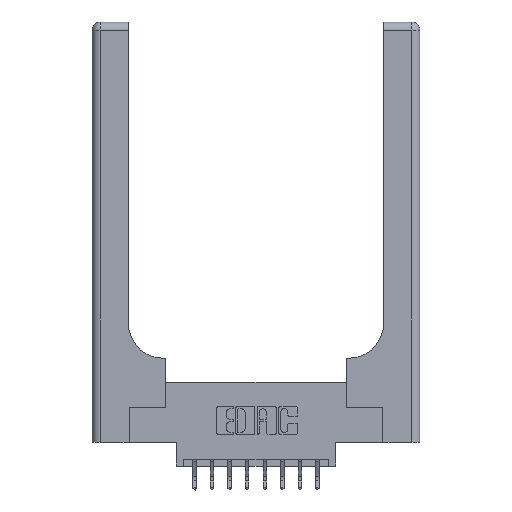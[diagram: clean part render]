
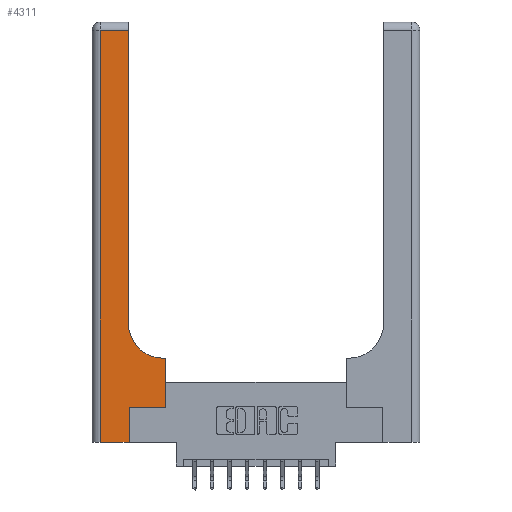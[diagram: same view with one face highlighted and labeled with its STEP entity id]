
A CAD part, top view. The second image highlights one B-rep face of the part: STEP entity #4311.
In plain terms, the highlighted planar face has unit normal (0, 0, 1).
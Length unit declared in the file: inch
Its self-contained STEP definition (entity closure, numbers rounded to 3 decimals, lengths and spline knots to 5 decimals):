
#202 = EDGE_CURVE ( 'NONE', #1790, #4795, #10270, .T. ) ;
#217 = ORIENTED_EDGE ( 'NONE', *, *, #7988, .T. ) ;
#595 = ORIENTED_EDGE ( 'NONE', *, *, #2753, .T. ) ;
#610 = VERTEX_POINT ( 'NONE', #6433 ) ;
#958 = CARTESIAN_POINT ( 'NONE',  ( 0.265, 0., 0.37 ) ) ;
#974 = EDGE_CURVE ( 'NONE', #14468, #14229, #9677, .T. ) ;
#985 = LINE ( 'NONE', #12776, #3784 ) ;
#1091 = CARTESIAN_POINT ( 'NONE',  ( 0.265, 0.25, 0.37 ) ) ;
#1320 = ORIENTED_EDGE ( 'NONE', *, *, #2890, .T. ) ;
#1790 = VERTEX_POINT ( 'NONE', #14519 ) ;
#1881 = ORIENTED_EDGE ( 'NONE', *, *, #974, .T. ) ;
#2040 = AXIS2_PLACEMENT_3D ( 'NONE', #14136, #7052, #15298 ) ;
#2272 = ORIENTED_EDGE ( 'NONE', *, *, #13907, .T. ) ;
#2403 = CARTESIAN_POINT ( 'NONE',  ( 0., 3., 0.37 ) ) ;
#2570 = EDGE_CURVE ( 'NONE', #4795, #14833, #14522, .T. ) ;
#2753 = EDGE_CURVE ( 'NONE', #4447, #6175, #12139, .T. ) ;
#2890 = EDGE_CURVE ( 'NONE', #14229, #1790, #3948, .T. ) ;
#2995 = DIRECTION ( 'NONE',  ( -1., 0., 0. ) ) ;
#3127 = VERTEX_POINT ( 'NONE', #958 ) ;
#3681 = LINE ( 'NONE', #4744, #12790 ) ;
#3784 = VECTOR ( 'NONE', #13963, 39.37008 ) ;
#3896 = VECTOR ( 'NONE', #2995, 39.37008 ) ;
#3948 = LINE ( 'NONE', #14673, #7142 ) ;
#4014 = CARTESIAN_POINT ( 'NONE',  ( 0.528, 0.6, 0.37 ) ) ;
#4184 = VECTOR ( 'NONE', #10632, 39.37008 ) ;
#4311 = ADVANCED_FACE ( 'NONE', ( #11341 ), #14231, .F. ) ;
#4447 = VERTEX_POINT ( 'NONE', #12094 ) ;
#4518 = VECTOR ( 'NONE', #8593, 39.37008 ) ;
#4744 = CARTESIAN_POINT ( 'NONE',  ( 0.265, 0., 0.37 ) ) ;
#4795 = VERTEX_POINT ( 'NONE', #12726 ) ;
#4881 = ORIENTED_EDGE ( 'NONE', *, *, #202, .T. ) ;
#5850 = VECTOR ( 'NONE', #12487, 39.37008 ) ;
#5943 = DIRECTION ( 'NONE',  ( 0., 1., 0. ) ) ;
#6006 = DIRECTION ( 'NONE',  ( 0., 0., -1. ) ) ;
#6175 = VERTEX_POINT ( 'NONE', #4014 ) ;
#6433 = CARTESIAN_POINT ( 'NONE',  ( 0.265, 0.25, 0.37 ) ) ;
#7052 = DIRECTION ( 'NONE',  ( 0., 0., -1. ) ) ;
#7103 = ORIENTED_EDGE ( 'NONE', *, *, #10570, .T. ) ;
#7121 = ORIENTED_EDGE ( 'NONE', *, *, #10214, .T. ) ;
#7142 = VECTOR ( 'NONE', #11114, 39.37008 ) ;
#7395 = CARTESIAN_POINT ( 'NONE',  ( 0., 0., 0.37 ) ) ;
#7845 = EDGE_LOOP ( 'NONE', ( #1320, #4881, #8423, #7121, #2272, #217, #595, #7103, #1881 ) ) ;
#7988 = EDGE_CURVE ( 'NONE', #610, #4447, #10162, .T. ) ;
#8173 = CARTESIAN_POINT ( 'NONE',  ( 0.51, 0.6, 0.37 ) ) ;
#8423 = ORIENTED_EDGE ( 'NONE', *, *, #2570, .T. ) ;
#8593 = DIRECTION ( 'NONE',  ( 1., 0., 0. ) ) ;
#9677 = CIRCLE ( 'NONE', #2040, 0.25 ) ;
#9816 = DIRECTION ( 'NONE',  ( 0., -1., 0. ) ) ;
#10084 = CARTESIAN_POINT ( 'NONE',  ( 0., 2.94, 0.37 ) ) ;
#10162 = LINE ( 'NONE', #1091, #4184 ) ;
#10178 = CARTESIAN_POINT ( 'NONE',  ( 0.528, 0.25, 0.37 ) ) ;
#10214 = EDGE_CURVE ( 'NONE', #14833, #3127, #10844, .T. ) ;
#10269 = AXIS2_PLACEMENT_3D ( 'NONE', #2403, #6006, #14276 ) ;
#10270 = LINE ( 'NONE', #10084, #3896 ) ;
#10570 = EDGE_CURVE ( 'NONE', #6175, #14468, #985, .T. ) ;
#10632 = DIRECTION ( 'NONE',  ( 1., 0., 0. ) ) ;
#10844 = LINE ( 'NONE', #7395, #4518 ) ;
#11114 = DIRECTION ( 'NONE',  ( 0., 1., 0. ) ) ;
#11341 = FACE_OUTER_BOUND ( 'NONE', #7845, .T. ) ;
#12094 = CARTESIAN_POINT ( 'NONE',  ( 0.528, 0.25, 0.37 ) ) ;
#12139 = LINE ( 'NONE', #10178, #5850 ) ;
#12487 = DIRECTION ( 'NONE',  ( 0., 1., 0. ) ) ;
#12726 = CARTESIAN_POINT ( 'NONE',  ( 0.06, 2.94, 0.37 ) ) ;
#12776 = CARTESIAN_POINT ( 'NONE',  ( 0.26, 0.6, 0.37 ) ) ;
#12790 = VECTOR ( 'NONE', #5943, 39.37008 ) ;
#13310 = CARTESIAN_POINT ( 'NONE',  ( 0.06, 3., 0.37 ) ) ;
#13537 = CARTESIAN_POINT ( 'NONE',  ( 0.26, 0.85, 0.37 ) ) ;
#13842 = CARTESIAN_POINT ( 'NONE',  ( 0.06, 0., 0.37 ) ) ;
#13907 = EDGE_CURVE ( 'NONE', #3127, #610, #3681, .T. ) ;
#13963 = DIRECTION ( 'NONE',  ( -1., 0., 0. ) ) ;
#14136 = CARTESIAN_POINT ( 'NONE',  ( 0.51, 0.85, 0.37 ) ) ;
#14160 = VECTOR ( 'NONE', #9816, 39.37008 ) ;
#14229 = VERTEX_POINT ( 'NONE', #13537 ) ;
#14231 = PLANE ( 'NONE',  #10269 ) ;
#14276 = DIRECTION ( 'NONE',  ( -1., 0., 0. ) ) ;
#14468 = VERTEX_POINT ( 'NONE', #8173 ) ;
#14519 = CARTESIAN_POINT ( 'NONE',  ( 0.26, 2.94, 0.37 ) ) ;
#14522 = LINE ( 'NONE', #13310, #14160 ) ;
#14673 = CARTESIAN_POINT ( 'NONE',  ( 0.26, 3., 0.37 ) ) ;
#14833 = VERTEX_POINT ( 'NONE', #13842 ) ;
#15298 = DIRECTION ( 'NONE',  ( 1., 0., 0. ) ) ;
